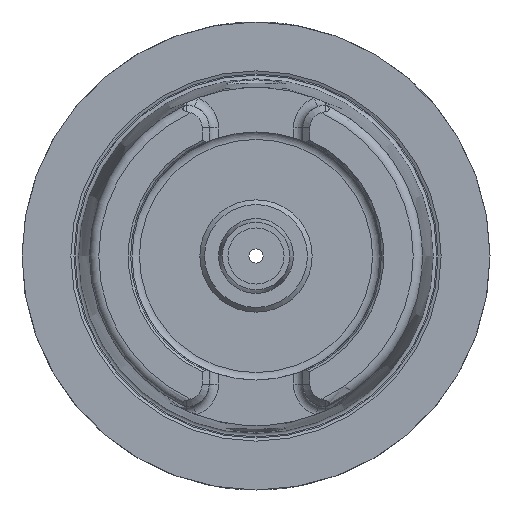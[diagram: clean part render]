
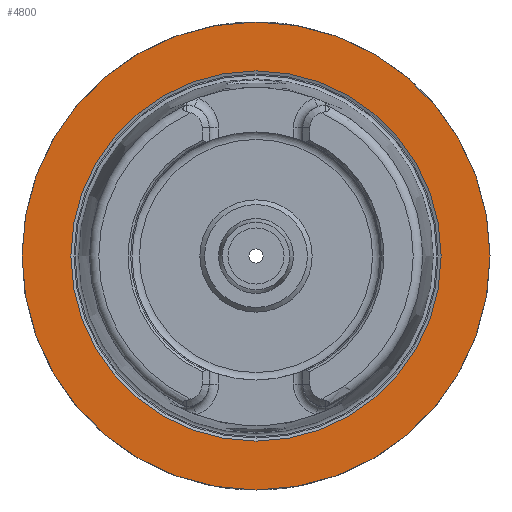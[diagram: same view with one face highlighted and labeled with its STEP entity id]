
A CAD part, left-side view. The second image highlights one B-rep face of the part: STEP entity #4800.
In plain terms, the highlighted planar face has unit normal (-1, 0, 0).
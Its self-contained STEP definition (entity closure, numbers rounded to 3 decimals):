
#1948=CARTESIAN_POINT('',(0.,50.0,0.0));
#1949=VERTEX_POINT('',#1948);
#1950=CARTESIAN_POINT('',(0.,0.,0.0));
#1951=DIRECTION('',(1.0,0.0,0.0));
#1952=DIRECTION('',(0.0,1.0,0.0));
#1953=AXIS2_PLACEMENT_3D('',#1950,#1951,#1952);
#1954=CIRCLE('',#1953,50.0);
#1955=EDGE_CURVE('',#1949,#1949,#1954,.T.);
#4774=CARTESIAN_POINT('',(0.,39.55,0.0));
#4775=VERTEX_POINT('',#4774);
#4776=CARTESIAN_POINT('',(0.,0.,0.0));
#4777=DIRECTION('',(1.0,0.0,0.0));
#4778=DIRECTION('',(0.0,1.0,0.0));
#4779=AXIS2_PLACEMENT_3D('',#4776,#4777,#4778);
#4780=CIRCLE('',#4779,39.55);
#4781=EDGE_CURVE('',#4775,#4775,#4780,.T.);
#4789=CARTESIAN_POINT('',(0.,44.775,0.0));
#4790=DIRECTION('',(-1.0,0.0,0.0));
#4791=DIRECTION('',(0.0,0.0,1.0));
#4792=AXIS2_PLACEMENT_3D('',#4789,#4790,#4791);
#4793=PLANE('',#4792);
#4794=ORIENTED_EDGE('',*,*,#1955,.F.);
#4795=EDGE_LOOP('',(#4794));
#4796=FACE_OUTER_BOUND('',#4795,.T.);
#4797=ORIENTED_EDGE('',*,*,#4781,.T.);
#4798=EDGE_LOOP('',(#4797));
#4799=FACE_BOUND('',#4798,.T.);
#4800=ADVANCED_FACE('',(#4796,#4799),#4793,.T.);
